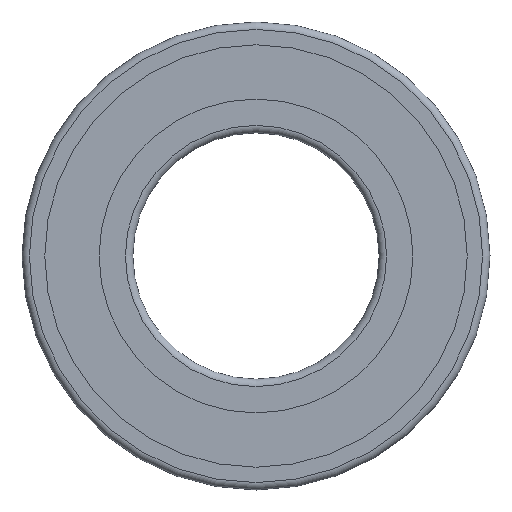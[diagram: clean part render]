
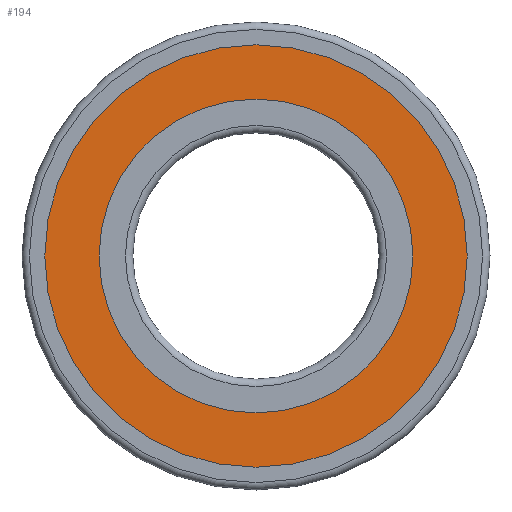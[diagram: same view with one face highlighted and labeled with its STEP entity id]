
A CAD part, left-side view. The second image highlights one B-rep face of the part: STEP entity #194.
In plain terms, the highlighted planar face has unit normal (-1, 0, 0).
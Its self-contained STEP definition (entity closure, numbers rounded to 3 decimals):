
#58=ORIENTED_EDGE('',*,*,#77,.T.);
#59=ORIENTED_EDGE('',*,*,#76,.F.);
#76=EDGE_CURVE('',#92,#92,#108,.T.);
#77=EDGE_CURVE('',#93,#93,#109,.T.);
#92=VERTEX_POINT('',#351);
#93=VERTEX_POINT('',#354);
#108=CIRCLE('',#237,8.575);
#109=CIRCLE('',#239,6.37);
#138=EDGE_LOOP('',(#58));
#139=EDGE_LOOP('',(#59));
#170=FACE_BOUND('',#138,.T.);
#171=FACE_BOUND('',#139,.T.);
#179=PLANE('',#238);
#194=ADVANCED_FACE('',(#170,#171),#179,.T.);
#237=AXIS2_PLACEMENT_3D('',#350,#299,#300);
#238=AXIS2_PLACEMENT_3D('',#352,#301,#302);
#239=AXIS2_PLACEMENT_3D('',#353,#303,#304);
#299=DIRECTION('',(1.,0.,0.));
#300=DIRECTION('',(0.,0.,-1.));
#301=DIRECTION('',(-1.,0.,0.));
#302=DIRECTION('',(0.,0.,1.));
#303=DIRECTION('',(1.,0.,0.));
#304=DIRECTION('',(0.,0.,-1.));
#350=CARTESIAN_POINT('',(0.058,0.,0.));
#351=CARTESIAN_POINT('',(0.058,0.,-8.575));
#352=CARTESIAN_POINT('',(0.058,8.575,0.));
#353=CARTESIAN_POINT('',(0.058,0.,0.));
#354=CARTESIAN_POINT('',(0.058,0.,-6.37));
